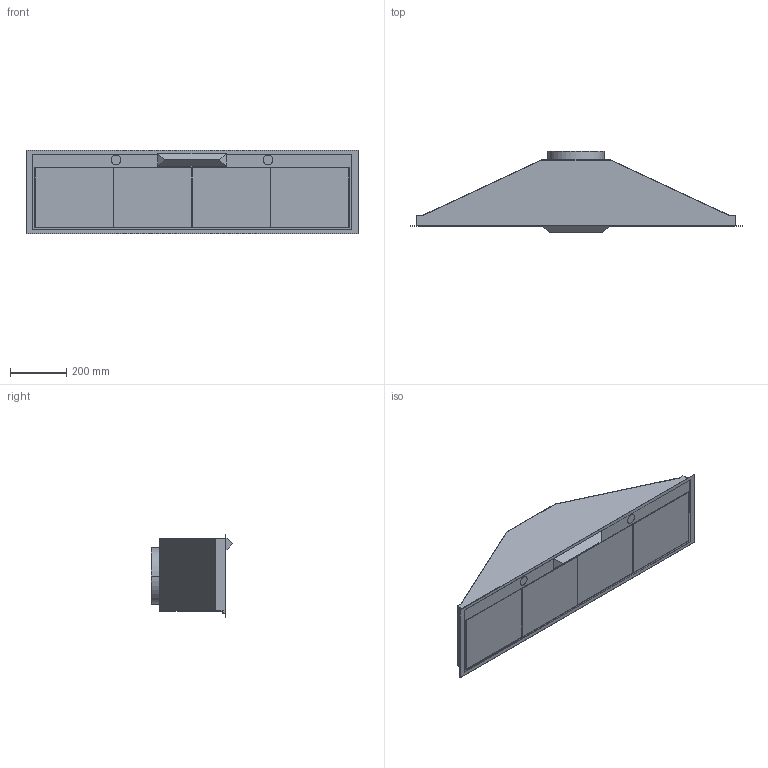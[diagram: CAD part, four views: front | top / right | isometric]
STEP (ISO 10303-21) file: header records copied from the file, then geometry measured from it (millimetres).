
FILE_DESCRIPTION((''),'2;1');
FILE_NAME('UM1170-12BS','2023-02-23T',('synap'),(''),'CREO PARAMETRIC BY PTC INC, 2018360','CREO PARAMETRIC BY PTC INC, 2018360','');
FILE_SCHEMA(('CONFIG_CONTROL_DESIGN'));
Length unit declared in the file: millimetre
Products named in the file (1): UM1170-12BS
Bounding box: 1180 x 289 x 295 mm (x, y, z)
Volume: 3256114.9 mm3; surface area: 2088365.8 mm2
Topology: 3 solids, 3 shells, 78 faces, 193 edges, 126 vertices
Faces by surface type: plane 66, cylinder 12
Entity records: 2323 total; most frequent: CARTESIAN_POINT 397, ORIENTED_EDGE 386, DIRECTION 373, EDGE_CURVE 193, VECTOR 169, LINE 169, VERTEX_POINT 126, AXIS2_PLACEMENT_3D 102
